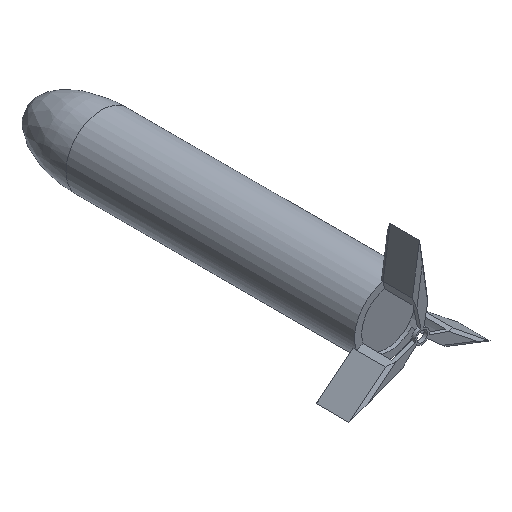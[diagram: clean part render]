
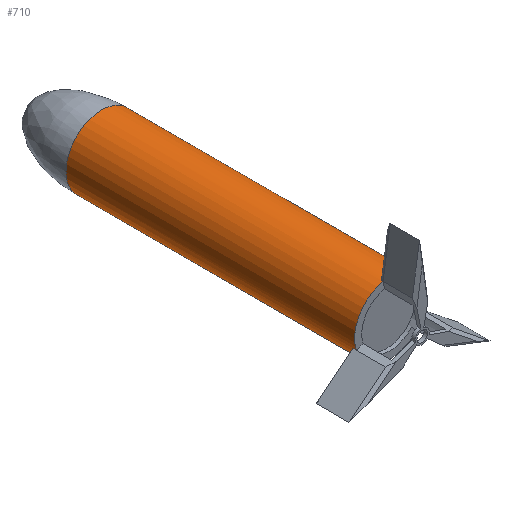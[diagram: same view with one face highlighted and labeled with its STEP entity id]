
A CAD part, isometric view. The second image highlights one B-rep face of the part: STEP entity #710.
In plain terms, the highlighted cylindrical face has radius 25 mm (diameter 50 mm), a full revolution.
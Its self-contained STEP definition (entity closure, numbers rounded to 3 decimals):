
#18=B_SPLINE_CURVE_WITH_KNOTS('',3,(#1156,#1157,#1158,#1159,#1160,#1161,
#1162,#1163,#1164,#1165),.UNSPECIFIED.,.F.,.F.,(4,2,2,2,4),(1.147,
1.245,1.344,1.438,1.532),
 .UNSPECIFIED.);
#19=B_SPLINE_CURVE_WITH_KNOTS('',3,(#1172,#1173,#1174,#1175,#1176,#1177,
#1178,#1179,#1180,#1181),.UNSPECIFIED.,.F.,.F.,(4,2,2,2,4),(0.,0.095,
0.191,0.288,0.385),.UNSPECIFIED.);
#22=CYLINDRICAL_SURFACE('',#777,25.);
#56=FACE_OUTER_BOUND('',#93,.T.);
#93=EDGE_LOOP('',(#577,#578,#579,#580,#581,#582,#583,#584,#585,#586,#587,
#588,#589,#590,#591,#592,#593));
#104=CIRCLE('',#735,25.);
#105=CIRCLE('',#736,25.);
#108=CIRCLE('',#741,25.);
#111=CIRCLE('',#747,25.);
#117=CIRCLE('',#760,25.);
#118=CIRCLE('',#767,25.);
#119=CIRCLE('',#776,25.);
#120=CIRCLE('',#778,25.);
#121=CIRCLE('',#779,25.);
#168=LINE('',#1105,#243);
#170=LINE('',#1109,#245);
#183=LINE('',#1135,#258);
#185=LINE('',#1139,#260);
#195=LINE('',#1187,#270);
#243=VECTOR('',#885,10.);
#245=VECTOR('',#889,10.);
#258=VECTOR('',#914,10.);
#260=VECTOR('',#918,10.);
#270=VECTOR('',#952,25.);
#279=VERTEX_POINT('',#999);
#281=VERTEX_POINT('',#1002);
#282=VERTEX_POINT('',#1004);
#290=VERTEX_POINT('',#1024);
#291=VERTEX_POINT('',#1025);
#300=VERTEX_POINT('',#1048);
#302=VERTEX_POINT('',#1051);
#322=VERTEX_POINT('',#1103);
#323=VERTEX_POINT('',#1108);
#330=VERTEX_POINT('',#1133);
#331=VERTEX_POINT('',#1138);
#334=VERTEX_POINT('',#1155);
#336=VERTEX_POINT('',#1170);
#337=VERTEX_POINT('',#1186);
#338=VERTEX_POINT('',#1188);
#346=EDGE_CURVE('',#279,#281,#104,.T.);
#347=EDGE_CURVE('',#281,#282,#105,.T.);
#357=EDGE_CURVE('',#290,#291,#108,.T.);
#369=EDGE_CURVE('',#300,#302,#111,.T.);
#397=EDGE_CURVE('',#322,#290,#168,.T.);
#399=EDGE_CURVE('',#323,#302,#170,.T.);
#401=EDGE_CURVE('',#322,#323,#117,.T.);
#413=EDGE_CURVE('',#330,#300,#183,.T.);
#415=EDGE_CURVE('',#331,#282,#185,.T.);
#417=EDGE_CURVE('',#330,#331,#118,.T.);
#424=EDGE_CURVE('',#291,#334,#18,.F.);
#428=EDGE_CURVE('',#279,#336,#19,.T.);
#429=EDGE_CURVE('',#336,#334,#119,.T.);
#430=EDGE_CURVE('',#281,#337,#195,.T.);
#431=EDGE_CURVE('',#337,#338,#120,.T.);
#432=EDGE_CURVE('',#338,#337,#121,.T.);
#577=ORIENTED_EDGE('',*,*,#401,.T.);
#578=ORIENTED_EDGE('',*,*,#399,.T.);
#579=ORIENTED_EDGE('',*,*,#369,.F.);
#580=ORIENTED_EDGE('',*,*,#413,.F.);
#581=ORIENTED_EDGE('',*,*,#417,.T.);
#582=ORIENTED_EDGE('',*,*,#415,.T.);
#583=ORIENTED_EDGE('',*,*,#347,.F.);
#584=ORIENTED_EDGE('',*,*,#430,.T.);
#585=ORIENTED_EDGE('',*,*,#431,.T.);
#586=ORIENTED_EDGE('',*,*,#432,.T.);
#587=ORIENTED_EDGE('',*,*,#430,.F.);
#588=ORIENTED_EDGE('',*,*,#346,.F.);
#589=ORIENTED_EDGE('',*,*,#428,.T.);
#590=ORIENTED_EDGE('',*,*,#429,.T.);
#591=ORIENTED_EDGE('',*,*,#424,.F.);
#592=ORIENTED_EDGE('',*,*,#357,.F.);
#593=ORIENTED_EDGE('',*,*,#397,.F.);
#710=ADVANCED_FACE('',(#56),#22,.T.);
#735=AXIS2_PLACEMENT_3D('',#1003,#801,#802);
#736=AXIS2_PLACEMENT_3D('',#1005,#803,#804);
#741=AXIS2_PLACEMENT_3D('',#1026,#820,#821);
#747=AXIS2_PLACEMENT_3D('',#1052,#841,#842);
#760=AXIS2_PLACEMENT_3D('',#1112,#893,#894);
#767=AXIS2_PLACEMENT_3D('',#1142,#922,#923);
#776=AXIS2_PLACEMENT_3D('',#1184,#948,#949);
#777=AXIS2_PLACEMENT_3D('',#1185,#950,#951);
#778=AXIS2_PLACEMENT_3D('',#1189,#953,#954);
#779=AXIS2_PLACEMENT_3D('',#1190,#955,#956);
#801=DIRECTION('center_axis',(0.,-1.,0.));
#802=DIRECTION('ref_axis',(-0.2,0.,0.98));
#803=DIRECTION('center_axis',(0.,-1.,0.));
#804=DIRECTION('ref_axis',(-0.2,0.,0.98));
#820=DIRECTION('center_axis',(0.,-1.,0.));
#821=DIRECTION('ref_axis',(0.949,0.,-0.317));
#841=DIRECTION('center_axis',(0.,-1.,0.));
#842=DIRECTION('ref_axis',(-0.749,0.,-0.663));
#885=DIRECTION('',(0.,-1.,0.));
#889=DIRECTION('',(0.,-1.,0.));
#893=DIRECTION('center_axis',(0.,1.,0.));
#894=DIRECTION('ref_axis',(1.,0.,0.));
#914=DIRECTION('',(0.,-1.,0.));
#918=DIRECTION('',(0.,-1.,0.));
#922=DIRECTION('center_axis',(0.,1.,0.));
#923=DIRECTION('ref_axis',(1.,0.,0.));
#948=DIRECTION('center_axis',(0.,1.,0.));
#949=DIRECTION('ref_axis',(1.,0.,0.));
#950=DIRECTION('center_axis',(0.,-1.,0.));
#951=DIRECTION('ref_axis',(1.,0.,0.));
#952=DIRECTION('',(0.,1.,0.));
#953=DIRECTION('center_axis',(0.,-1.,0.));
#954=DIRECTION('ref_axis',(1.,0.,0.));
#955=DIRECTION('center_axis',(0.,-1.,0.));
#956=DIRECTION('ref_axis',(1.,0.,0.));
#999=CARTESIAN_POINT('',(-5.,-202.5,24.495));
#1002=CARTESIAN_POINT('',(-25.,-202.5,0.));
#1003=CARTESIAN_POINT('Origin',(0.,-202.5,0.));
#1004=CARTESIAN_POINT('',(-23.713,-202.5,-7.917));
#1005=CARTESIAN_POINT('Origin',(0.,-202.5,0.));
#1024=CARTESIAN_POINT('',(23.713,-202.5,-7.917));
#1025=CARTESIAN_POINT('',(5.,-202.5,24.495));
#1026=CARTESIAN_POINT('Origin',(0.,-202.5,0.));
#1048=CARTESIAN_POINT('',(-18.713,-202.5,-16.578));
#1051=CARTESIAN_POINT('',(18.713,-202.5,-16.578));
#1052=CARTESIAN_POINT('Origin',(0.,-202.5,0.));
#1103=CARTESIAN_POINT('',(23.713,-200.,-7.917));
#1105=CARTESIAN_POINT('',(23.713,-200.,-7.917));
#1108=CARTESIAN_POINT('',(18.713,-200.,-16.578));
#1109=CARTESIAN_POINT('',(18.713,-200.,-16.578));
#1112=CARTESIAN_POINT('Origin',(0.,-200.,0.));
#1133=CARTESIAN_POINT('',(-18.713,-200.,-16.578));
#1135=CARTESIAN_POINT('',(-18.713,-200.,-16.578));
#1138=CARTESIAN_POINT('',(-23.713,-200.,-7.917));
#1139=CARTESIAN_POINT('',(-23.713,-200.,-7.917));
#1142=CARTESIAN_POINT('Origin',(0.,-200.,0.));
#1155=CARTESIAN_POINT('',(2.411,-200.,24.883));
#1156=CARTESIAN_POINT('Ctrl Pts',(2.411,-200.,24.883));
#1157=CARTESIAN_POINT('Ctrl Pts',(2.738,-200.,24.852));
#1158=CARTESIAN_POINT('Ctrl Pts',(3.086,-200.064,24.811));
#1159=CARTESIAN_POINT('Ctrl Pts',(3.727,-200.324,24.723));
#1160=CARTESIAN_POINT('Ctrl Pts',(4.021,-200.52,24.676));
#1161=CARTESIAN_POINT('Ctrl Pts',(4.476,-200.966,24.597));
#1162=CARTESIAN_POINT('Ctrl Pts',(4.672,-201.243,24.56));
#1163=CARTESIAN_POINT('Ctrl Pts',(4.934,-201.853,24.509));
#1164=CARTESIAN_POINT('Ctrl Pts',(5.,-202.186,24.495));
#1165=CARTESIAN_POINT('Ctrl Pts',(5.,-202.5,24.495));
#1170=CARTESIAN_POINT('',(-2.411,-200.,24.883));
#1172=CARTESIAN_POINT('Ctrl Pts',(-5.,-202.5,24.495));
#1173=CARTESIAN_POINT('Ctrl Pts',(-5.,-202.182,24.495));
#1174=CARTESIAN_POINT('Ctrl Pts',(-4.933,-201.845,24.509));
#1175=CARTESIAN_POINT('Ctrl Pts',(-4.665,-201.23,24.561));
#1176=CARTESIAN_POINT('Ctrl Pts',(-4.465,-200.951,24.599));
#1177=CARTESIAN_POINT('Ctrl Pts',(-4.005,-200.509,24.678));
#1178=CARTESIAN_POINT('Ctrl Pts',(-3.714,-200.317,24.725));
#1179=CARTESIAN_POINT('Ctrl Pts',(-3.078,-200.063,24.812));
#1180=CARTESIAN_POINT('Ctrl Pts',(-2.734,-200.,24.852));
#1181=CARTESIAN_POINT('Ctrl Pts',(-2.411,-200.,24.883));
#1184=CARTESIAN_POINT('Origin',(0.,-200.,0.));
#1185=CARTESIAN_POINT('Origin',(0.,0.,0.));
#1186=CARTESIAN_POINT('',(-25.,0.,0.));
#1187=CARTESIAN_POINT('',(-25.,0.,0.));
#1188=CARTESIAN_POINT('',(25.,0.,0.));
#1189=CARTESIAN_POINT('Origin',(0.,0.,0.));
#1190=CARTESIAN_POINT('Origin',(0.,0.,0.));
